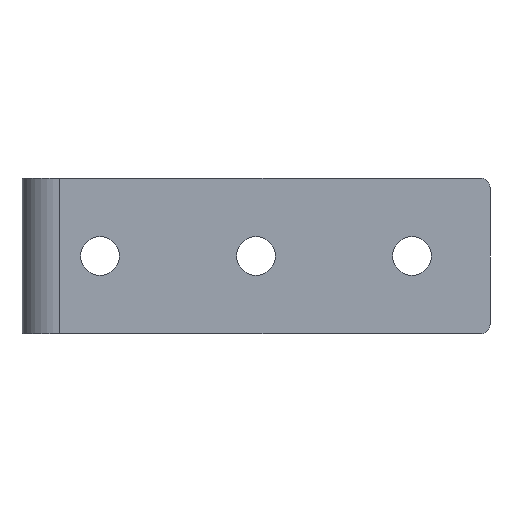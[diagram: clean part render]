
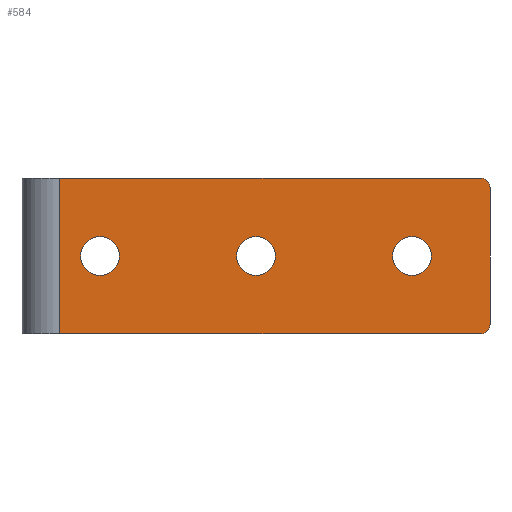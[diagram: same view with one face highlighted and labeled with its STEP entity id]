
A CAD part, front view. The second image highlights one B-rep face of the part: STEP entity #584.
In plain terms, the highlighted planar face has unit normal (0, -1, 0).
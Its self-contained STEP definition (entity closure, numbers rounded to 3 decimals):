
#4 = DIRECTION ( 'NONE',  ( 0., 1., 0. ) ) ;
#18 = ORIENTED_EDGE ( 'NONE', *, *, #242, .T. ) ;
#26 = LINE ( 'NONE', #644, #231 ) ;
#28 = EDGE_CURVE ( 'NONE', #443, #366, #225, .T. ) ;
#29 = CARTESIAN_POINT ( 'NONE',  ( 40., 0., 2. ) ) ;
#30 = CARTESIAN_POINT ( 'NONE',  ( 0., 0., -8. ) ) ;
#32 = DIRECTION ( 'NONE',  ( 0., 1., 0. ) ) ;
#36 = ORIENTED_EDGE ( 'NONE', *, *, #589, .F. ) ;
#56 = DIRECTION ( 'NONE',  ( 0., 1., 0. ) ) ;
#75 = CIRCLE ( 'NONE', #499, 2. ) ;
#76 = DIRECTION ( 'NONE',  ( 0., 0., 1. ) ) ;
#97 = DIRECTION ( 'NONE',  ( 0., 0., 1. ) ) ;
#105 = LINE ( 'NONE', #30, #919 ) ;
#121 = CIRCLE ( 'NONE', #351, 2. ) ;
#159 = CARTESIAN_POINT ( 'NONE',  ( 3.873, 0., 8. ) ) ;
#171 = ORIENTED_EDGE ( 'NONE', *, *, #730, .F. ) ;
#200 = LINE ( 'NONE', #482, #478 ) ;
#225 = CIRCLE ( 'NONE', #512, 1. ) ;
#231 = VECTOR ( 'NONE', #341, 1000. ) ;
#242 = EDGE_CURVE ( 'NONE', #487, #414, #387, .T. ) ;
#262 = FACE_BOUND ( 'NONE', #770, .T. ) ;
#271 = EDGE_CURVE ( 'NONE', #575, #289, #785, .T. ) ;
#274 = CARTESIAN_POINT ( 'NONE',  ( 47., 0., 8. ) ) ;
#289 = VERTEX_POINT ( 'NONE', #874 ) ;
#291 = DIRECTION ( 'NONE',  ( 0., 0., 1. ) ) ;
#295 = EDGE_LOOP ( 'NONE', ( #18, #392 ) ) ;
#298 = ORIENTED_EDGE ( 'NONE', *, *, #271, .T. ) ;
#302 = AXIS2_PLACEMENT_3D ( 'NONE', #742, #818, #291 ) ;
#306 = DIRECTION ( 'NONE',  ( 0., 0., -1. ) ) ;
#309 = CARTESIAN_POINT ( 'NONE',  ( 47., 0., -7. ) ) ;
#316 = EDGE_LOOP ( 'NONE', ( #298, #977 ) ) ;
#318 = EDGE_CURVE ( 'NONE', #954, #340, #26, .T. ) ;
#325 = VERTEX_POINT ( 'NONE', #948 ) ;
#335 = FACE_BOUND ( 'NONE', #316, .T. ) ;
#340 = VERTEX_POINT ( 'NONE', #274 ) ;
#341 = DIRECTION ( 'NONE',  ( 1., 0., 0. ) ) ;
#342 = ORIENTED_EDGE ( 'NONE', *, *, #429, .F. ) ;
#351 = AXIS2_PLACEMENT_3D ( 'NONE', #439, #56, #514 ) ;
#362 = CARTESIAN_POINT ( 'NONE',  ( 47., 0., 7. ) ) ;
#366 = VERTEX_POINT ( 'NONE', #726 ) ;
#367 = VERTEX_POINT ( 'NONE', #885 ) ;
#380 = DIRECTION ( 'NONE',  ( 0., 0., 1. ) ) ;
#387 = CIRCLE ( 'NONE', #433, 2. ) ;
#389 = CIRCLE ( 'NONE', #302, 2. ) ;
#392 = ORIENTED_EDGE ( 'NONE', *, *, #761, .T. ) ;
#412 = CARTESIAN_POINT ( 'NONE',  ( 24., 0., 0. ) ) ;
#414 = VERTEX_POINT ( 'NONE', #957 ) ;
#415 = CARTESIAN_POINT ( 'NONE',  ( 40., 0., 0. ) ) ;
#429 = EDGE_CURVE ( 'NONE', #340, #325, #974, .T. ) ;
#433 = AXIS2_PLACEMENT_3D ( 'NONE', #412, #937, #481 ) ;
#436 = DIRECTION ( 'NONE',  ( 0., 0., 1. ) ) ;
#439 = CARTESIAN_POINT ( 'NONE',  ( 24., 0., 0. ) ) ;
#443 = VERTEX_POINT ( 'NONE', #665 ) ;
#464 = ORIENTED_EDGE ( 'NONE', *, *, #813, .F. ) ;
#467 = ORIENTED_EDGE ( 'NONE', *, *, #318, .F. ) ;
#469 = PLANE ( 'NONE',  #884 ) ;
#476 = CARTESIAN_POINT ( 'NONE',  ( 0., 0., 0. ) ) ;
#478 = VECTOR ( 'NONE', #814, 1000. ) ;
#481 = DIRECTION ( 'NONE',  ( 0., 0., 1. ) ) ;
#482 = CARTESIAN_POINT ( 'NONE',  ( 3.873, 0., 0. ) ) ;
#483 = DIRECTION ( 'NONE',  ( 0., 0., 1. ) ) ;
#487 = VERTEX_POINT ( 'NONE', #669 ) ;
#499 = AXIS2_PLACEMENT_3D ( 'NONE', #912, #4, #76 ) ;
#512 = AXIS2_PLACEMENT_3D ( 'NONE', #309, #751, #380 ) ;
#514 = DIRECTION ( 'NONE',  ( 0., 0., 1. ) ) ;
#527 = EDGE_LOOP ( 'NONE', ( #171, #675, #464, #342, #467, #36 ) ) ;
#530 = ORIENTED_EDGE ( 'NONE', *, *, #871, .T. ) ;
#536 = FACE_BOUND ( 'NONE', #295, .T. ) ;
#550 = DIRECTION ( 'NONE',  ( 0., 1., 0. ) ) ;
#567 = DIRECTION ( 'NONE',  ( 0., 0., 1. ) ) ;
#575 = VERTEX_POINT ( 'NONE', #29 ) ;
#581 = CARTESIAN_POINT ( 'NONE',  ( 8., 0., 2. ) ) ;
#584 = ADVANCED_FACE ( 'NONE', ( #940, #536, #335, #262 ), #469, .F. ) ;
#589 = EDGE_CURVE ( 'NONE', #367, #954, #200, .T. ) ;
#627 = ORIENTED_EDGE ( 'NONE', *, *, #658, .T. ) ;
#642 = CARTESIAN_POINT ( 'NONE',  ( 8., 0., 0. ) ) ;
#644 = CARTESIAN_POINT ( 'NONE',  ( 0., 0., 8. ) ) ;
#652 = DIRECTION ( 'NONE',  ( -1., 0., 0. ) ) ;
#658 = EDGE_CURVE ( 'NONE', #824, #945, #797, .T. ) ;
#665 = CARTESIAN_POINT ( 'NONE',  ( 48., 0., -7. ) ) ;
#669 = CARTESIAN_POINT ( 'NONE',  ( 24., 0., 2. ) ) ;
#671 = LINE ( 'NONE', #759, #683 ) ;
#675 = ORIENTED_EDGE ( 'NONE', *, *, #28, .F. ) ;
#683 = VECTOR ( 'NONE', #306, 1000. ) ;
#702 = AXIS2_PLACEMENT_3D ( 'NONE', #362, #896, #436 ) ;
#726 = CARTESIAN_POINT ( 'NONE',  ( 47., 0., -8. ) ) ;
#730 = EDGE_CURVE ( 'NONE', #366, #367, #105, .T. ) ;
#740 = EDGE_CURVE ( 'NONE', #289, #575, #389, .T. ) ;
#742 = CARTESIAN_POINT ( 'NONE',  ( 40., 0., 0. ) ) ;
#751 = DIRECTION ( 'NONE',  ( 0., 1., 0. ) ) ;
#759 = CARTESIAN_POINT ( 'NONE',  ( 48., 0., 0. ) ) ;
#761 = EDGE_CURVE ( 'NONE', #414, #487, #121, .T. ) ;
#770 = EDGE_LOOP ( 'NONE', ( #530, #627 ) ) ;
#785 = CIRCLE ( 'NONE', #938, 2. ) ;
#797 = CIRCLE ( 'NONE', #975, 2. ) ;
#813 = EDGE_CURVE ( 'NONE', #325, #443, #671, .T. ) ;
#814 = DIRECTION ( 'NONE',  ( 0., 0., 1. ) ) ;
#818 = DIRECTION ( 'NONE',  ( 0., 1., 0. ) ) ;
#824 = VERTEX_POINT ( 'NONE', #835 ) ;
#835 = CARTESIAN_POINT ( 'NONE',  ( 8., 0., -2. ) ) ;
#871 = EDGE_CURVE ( 'NONE', #945, #824, #75, .T. ) ;
#874 = CARTESIAN_POINT ( 'NONE',  ( 40., 0., -2. ) ) ;
#884 = AXIS2_PLACEMENT_3D ( 'NONE', #476, #550, #97 ) ;
#885 = CARTESIAN_POINT ( 'NONE',  ( 3.873, 0., -8. ) ) ;
#896 = DIRECTION ( 'NONE',  ( 0., 1., 0. ) ) ;
#912 = CARTESIAN_POINT ( 'NONE',  ( 8., 0., 0. ) ) ;
#919 = VECTOR ( 'NONE', #652, 1000. ) ;
#937 = DIRECTION ( 'NONE',  ( 0., 1., 0. ) ) ;
#938 = AXIS2_PLACEMENT_3D ( 'NONE', #415, #942, #483 ) ;
#940 = FACE_OUTER_BOUND ( 'NONE', #527, .T. ) ;
#942 = DIRECTION ( 'NONE',  ( 0., 1., 0. ) ) ;
#945 = VERTEX_POINT ( 'NONE', #581 ) ;
#948 = CARTESIAN_POINT ( 'NONE',  ( 48., 0., 7. ) ) ;
#954 = VERTEX_POINT ( 'NONE', #159 ) ;
#957 = CARTESIAN_POINT ( 'NONE',  ( 24., 0., -2. ) ) ;
#974 = CIRCLE ( 'NONE', #702, 1. ) ;
#975 = AXIS2_PLACEMENT_3D ( 'NONE', #642, #32, #567 ) ;
#977 = ORIENTED_EDGE ( 'NONE', *, *, #740, .T. ) ;
